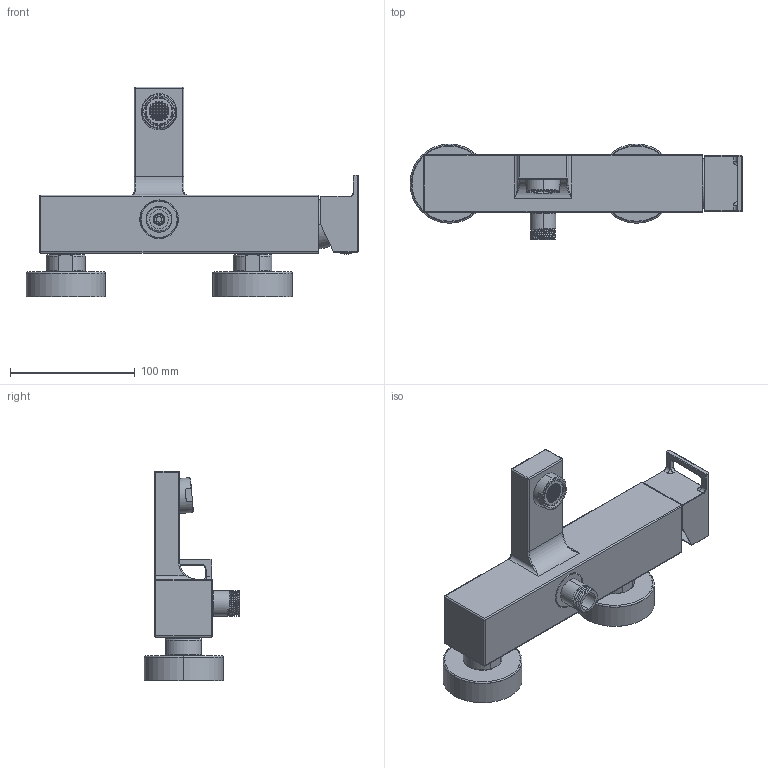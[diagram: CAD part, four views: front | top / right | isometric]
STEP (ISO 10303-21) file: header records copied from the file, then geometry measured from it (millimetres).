
FILE_DESCRIPTION((''),'2;1');
FILE_NAME('EF022CR','2021-01-13T17:11:04',('ut3'),('PAFFONI SpA'),'CREO PARAMETRIC BY PTC INC, 2020044','CREO PARAMETRIC BY PTC INC, 2020044','');
FILE_SCHEMA(('CONFIG_CONTROL_DESIGN','SHAPE_APPEARANCE_LAYERS_GROUPS'));
Products named in the file (1): EF022CR
Bounding box: 266.35 x 77 x 168.25 mm (x, y, z)
Volume: 353873.2 mm3; surface area: 207745.5 mm2
Topology: 2 solids, 2 shells, 2998 faces, 8417 edges, 5472 vertices
Faces by surface type: plane 2270, cylinder 436, torus 140, cone 120, sphere 24, bspline 8
Entity records: 127390 total; most frequent: CARTESIAN_POINT 25940, ORIENTED_EDGE 16814, DIRECTION 16200, EDGE_CURVE 8407, VECTOR 5598, LINE 5598, VERTEX_POINT 5472, AXIS2_PLACEMENT_3D 5301
